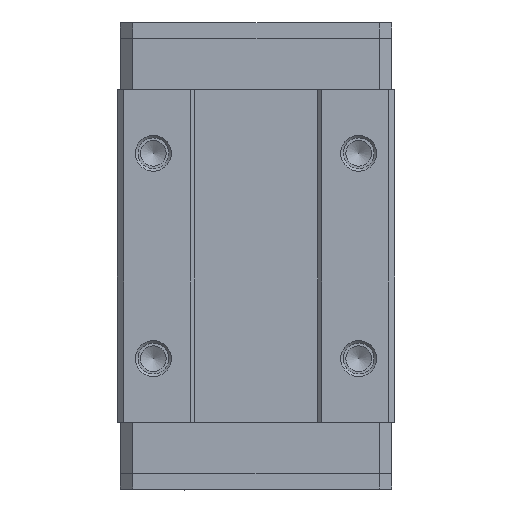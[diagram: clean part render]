
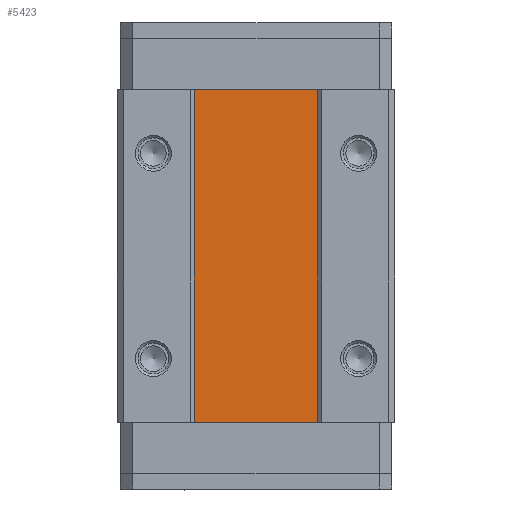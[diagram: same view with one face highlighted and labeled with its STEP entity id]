
A CAD part, top view. The second image highlights one B-rep face of the part: STEP entity #5423.
In plain terms, the highlighted planar face has unit normal (0, 0, 1).
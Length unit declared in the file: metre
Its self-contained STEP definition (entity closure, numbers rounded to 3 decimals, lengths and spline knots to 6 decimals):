
#331=PLANE('',#7223);
#569=LINE('',#9453,#1091);
#571=LINE('',#9457,#1093);
#572=LINE('',#9459,#1094);
#573=LINE('',#9461,#1095);
#1091=VECTOR('',#7886,1.);
#1093=VECTOR('',#7890,1.);
#1094=VECTOR('',#7891,1.);
#1095=VECTOR('',#7892,1.);
#1683=ORIENTED_EDGE('',*,*,#3201,.T.);
#1684=ORIENTED_EDGE('',*,*,#3202,.F.);
#1685=ORIENTED_EDGE('',*,*,#3203,.F.);
#1686=ORIENTED_EDGE('',*,*,#3199,.T.);
#3199=EDGE_CURVE('',#3942,#3941,#569,.T.);
#3201=EDGE_CURVE('',#3941,#3943,#571,.T.);
#3202=EDGE_CURVE('',#3944,#3943,#572,.T.);
#3203=EDGE_CURVE('',#3942,#3944,#573,.T.);
#3941=VERTEX_POINT('',#9452);
#3942=VERTEX_POINT('',#9454);
#3943=VERTEX_POINT('',#9458);
#3944=VERTEX_POINT('',#9460);
#4660=EDGE_LOOP('',(#1683,#1684,#1685,#1686));
#4994=FACE_BOUND('',#4660,.T.);
#5423=ADVANCED_FACE('',(#4994),#331,.F.);
#7223=AXIS2_PLACEMENT_3D('',#9456,#7888,#7889);
#7886=DIRECTION('',(0.,1.,0.));
#7888=DIRECTION('',(0.,0.,-1.));
#7889=DIRECTION('',(0.,1.,0.));
#7890=DIRECTION('',(-1.,0.,0.));
#7891=DIRECTION('',(0.,1.,0.));
#7892=DIRECTION('',(-1.,0.,0.));
#9452=CARTESIAN_POINT('',(0.006,0.0162,0.0071));
#9453=CARTESIAN_POINT('',(0.006,-0.0162,0.0071));
#9454=CARTESIAN_POINT('',(0.006,-0.0162,0.0071));
#9456=CARTESIAN_POINT('',(0.006,-0.0162,0.0071));
#9457=CARTESIAN_POINT('',(0.006,0.0162,0.0071));
#9458=CARTESIAN_POINT('',(-0.006,0.0162,0.0071));
#9459=CARTESIAN_POINT('',(-0.006,-0.0162,0.0071));
#9460=CARTESIAN_POINT('',(-0.006,-0.0162,0.0071));
#9461=CARTESIAN_POINT('',(0.006,-0.0162,0.0071));
